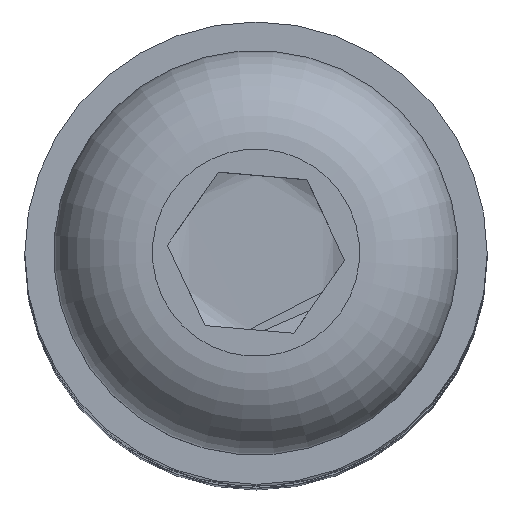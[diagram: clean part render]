
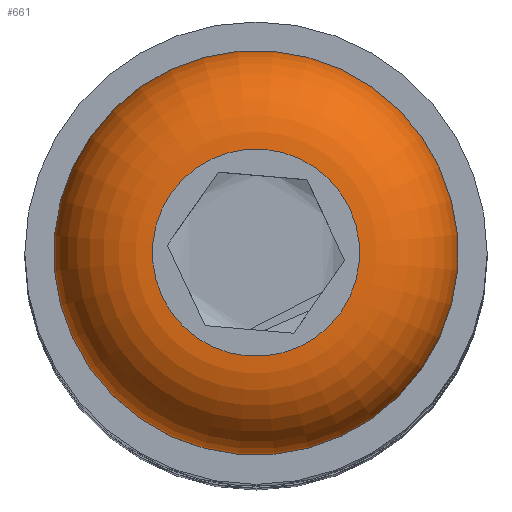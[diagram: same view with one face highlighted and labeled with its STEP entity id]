
A CAD part, top view. The second image highlights one B-rep face of the part: STEP entity #661.
In plain terms, the highlighted toroidal (fillet/blend) face has major radius 2.69 mm and minor radius 2.56 mm.
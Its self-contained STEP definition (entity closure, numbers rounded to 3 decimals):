
#47=TOROIDAL_SURFACE('',#817,2.69,2.56);
#114=FACE_OUTER_BOUND('',#157,.T.);
#157=EDGE_LOOP('',(#530,#531,#532,#533,#534,#535,#536));
#299=CIRCLE('',#818,5.25);
#300=CIRCLE('',#819,5.25);
#301=CIRCLE('',#820,2.56);
#302=CIRCLE('',#821,2.69);
#303=CIRCLE('',#822,2.69);
#304=CIRCLE('',#823,5.25);
#336=VERTEX_POINT('',#1159);
#337=VERTEX_POINT('',#1160);
#338=VERTEX_POINT('',#1162);
#339=VERTEX_POINT('',#1164);
#340=VERTEX_POINT('',#1166);
#408=EDGE_CURVE('',#336,#337,#299,.T.);
#409=EDGE_CURVE('',#337,#338,#300,.T.);
#410=EDGE_CURVE('',#338,#339,#301,.T.);
#411=EDGE_CURVE('',#339,#340,#302,.T.);
#412=EDGE_CURVE('',#340,#339,#303,.T.);
#413=EDGE_CURVE('',#338,#336,#304,.T.);
#530=ORIENTED_EDGE('',*,*,#408,.T.);
#531=ORIENTED_EDGE('',*,*,#409,.T.);
#532=ORIENTED_EDGE('',*,*,#410,.T.);
#533=ORIENTED_EDGE('',*,*,#411,.T.);
#534=ORIENTED_EDGE('',*,*,#412,.T.);
#535=ORIENTED_EDGE('',*,*,#410,.F.);
#536=ORIENTED_EDGE('',*,*,#413,.T.);
#661=ADVANCED_FACE('',(#114),#47,.T.);
#817=AXIS2_PLACEMENT_3D('',#1158,#958,#959);
#818=AXIS2_PLACEMENT_3D('',#1161,#960,#961);
#819=AXIS2_PLACEMENT_3D('',#1163,#962,#963);
#820=AXIS2_PLACEMENT_3D('',#1165,#964,#965);
#821=AXIS2_PLACEMENT_3D('',#1167,#966,#967);
#822=AXIS2_PLACEMENT_3D('',#1168,#968,#969);
#823=AXIS2_PLACEMENT_3D('',#1169,#970,#971);
#958=DIRECTION('center_axis',(1.,0.,0.));
#959=DIRECTION('ref_axis',(0.,0.,-1.));
#960=DIRECTION('center_axis',(-1.,0.,0.));
#961=DIRECTION('ref_axis',(0.,-1.,0.));
#962=DIRECTION('center_axis',(-1.,0.,0.));
#963=DIRECTION('ref_axis',(0.,-1.,0.));
#964=DIRECTION('center_axis',(0.,-1.,0.));
#965=DIRECTION('ref_axis',(0.,0.,1.));
#966=DIRECTION('center_axis',(1.,0.,0.));
#967=DIRECTION('ref_axis',(0.,-1.,0.));
#968=DIRECTION('center_axis',(1.,0.,0.));
#969=DIRECTION('ref_axis',(0.,-1.,0.));
#970=DIRECTION('center_axis',(-1.,0.,0.));
#971=DIRECTION('ref_axis',(0.,-1.,0.));
#1158=CARTESIAN_POINT('Origin',(-0.74,0.,
0.));
#1159=CARTESIAN_POINT('',(-0.74,5.25,0.));
#1160=CARTESIAN_POINT('',(-0.74,-5.25,0.));
#1161=CARTESIAN_POINT('Origin',(-0.74,0.,
0.));
#1162=CARTESIAN_POINT('',(-0.74,0.,5.25));
#1163=CARTESIAN_POINT('Origin',(-0.74,0.,
0.));
#1164=CARTESIAN_POINT('',(-3.3,0.,2.69));
#1165=CARTESIAN_POINT('Origin',(-0.74,0.,
2.69));
#1166=CARTESIAN_POINT('',(-3.3,2.69,0.));
#1167=CARTESIAN_POINT('Origin',(-3.3,0.,0.));
#1168=CARTESIAN_POINT('Origin',(-3.3,0.,0.));
#1169=CARTESIAN_POINT('Origin',(-0.74,0.,
0.));
